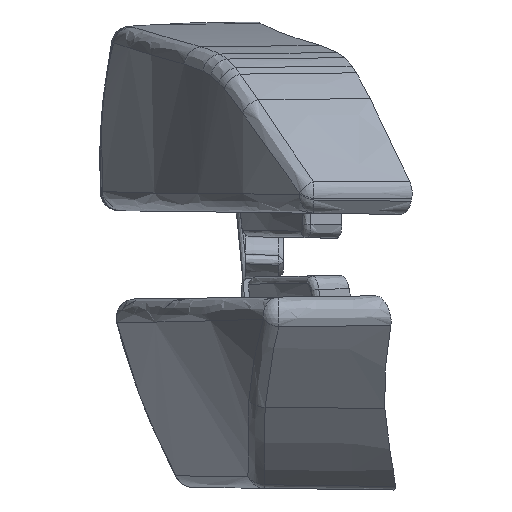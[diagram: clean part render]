
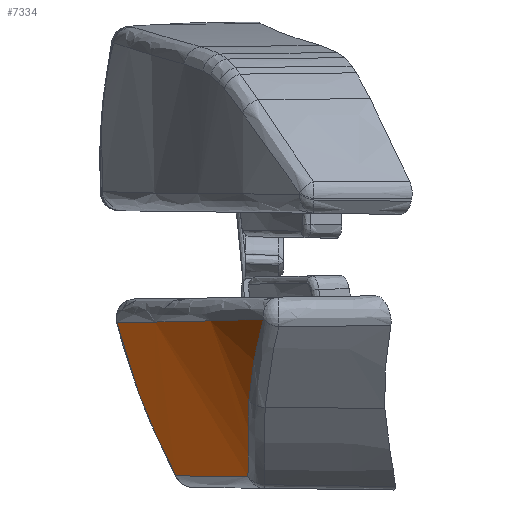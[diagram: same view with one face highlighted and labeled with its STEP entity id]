
A CAD part, left-side view. The second image highlights one B-rep face of the part: STEP entity #7334.
In plain terms, the highlighted free-form (B-spline) face has degree [3, 3] with [5, 5] control points.
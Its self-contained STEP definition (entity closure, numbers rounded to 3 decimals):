
#587=B_SPLINE_CURVE_WITH_KNOTS('',3,(#20621,#20622,#20623,#20624,#20625,
#20626,#20627,#20628,#20629,#20630),.UNSPECIFIED.,.F.,.F.,(4,2,2,1,1,4),
(-0.858,-0.851,-0.762,-0.305,
-0.152,0.),.UNSPECIFIED.);
#588=B_SPLINE_CURVE_WITH_KNOTS('',3,(#20632,#20633,#20634,#20635),
 .UNSPECIFIED.,.F.,.F.,(4,4),(-1.409,0.),.UNSPECIFIED.);
#589=B_SPLINE_CURVE_WITH_KNOTS('',3,(#20637,#20638,#20639,#20640,#20641,
#20642,#20643,#20644,#20645,#20646),.UNSPECIFIED.,.F.,.F.,(4,2,2,2,4),(-0.541,
-0.427,-0.286,-0.236,0.),
 .UNSPECIFIED.);
#590=B_SPLINE_CURVE_WITH_KNOTS('',3,(#20648,#20649,#20650,#20651,#20652,
#20653),.UNSPECIFIED.,.F.,.F.,(4,2,4),(-0.531,-0.137,
0.),.UNSPECIFIED.);
#591=B_SPLINE_CURVE_WITH_KNOTS('',3,(#20654,#20655,#20656,#20657,#20658,
#20659,#20660),.UNSPECIFIED.,.F.,.F.,(4,2,1,4),(-2.375,-1.692,
-1.032,-0.041),.UNSPECIFIED.);
#973=B_SPLINE_SURFACE_WITH_KNOTS('',3,3,((#20594,#20595,#20596,#20597,#20598),
(#20599,#20600,#20601,#20602,#20603),(#20604,#20605,#20606,#20607,#20608),
(#20609,#20610,#20611,#20612,#20613),(#20614,#20615,#20616,#20617,#20618)),
 .UNSPECIFIED.,.F.,.F.,.F.,(4,1,4),(4,1,4),(0.,1.,2.),(0.,1.,2.),
 .UNSPECIFIED.);
#1604=FACE_OUTER_BOUND('',#2054,.T.);
#2054=EDGE_LOOP('',(#6184,#6185,#6186,#6187,#6188));
#3256=VERTEX_POINT('',#20619);
#3257=VERTEX_POINT('',#20620);
#3258=VERTEX_POINT('',#20631);
#3259=VERTEX_POINT('',#20636);
#3260=VERTEX_POINT('',#20647);
#4284=EDGE_CURVE('',#3256,#3257,#587,.T.);
#4285=EDGE_CURVE('',#3257,#3258,#588,.T.);
#4286=EDGE_CURVE('',#3258,#3259,#589,.T.);
#4287=EDGE_CURVE('',#3259,#3260,#590,.T.);
#4288=EDGE_CURVE('',#3260,#3256,#591,.T.);
#6184=ORIENTED_EDGE('',*,*,#4284,.T.);
#6185=ORIENTED_EDGE('',*,*,#4285,.T.);
#6186=ORIENTED_EDGE('',*,*,#4286,.T.);
#6187=ORIENTED_EDGE('',*,*,#4287,.T.);
#6188=ORIENTED_EDGE('',*,*,#4288,.T.);
#7334=ADVANCED_FACE('',(#1604),#973,.F.);
#20594=CARTESIAN_POINT('Ctrl Pts',(-65.216,9.893,-17.148));
#20595=CARTESIAN_POINT('Ctrl Pts',(-65.051,10.931,-11.376));
#20596=CARTESIAN_POINT('Ctrl Pts',(-64.723,13.005,0.168));
#20597=CARTESIAN_POINT('Ctrl Pts',(-64.652,11.805,13.142));
#20598=CARTESIAN_POINT('Ctrl Pts',(-64.616,11.205,19.628));
#20599=CARTESIAN_POINT('Ctrl Pts',(-62.39,13.732,-17.203));
#20600=CARTESIAN_POINT('Ctrl Pts',(-61.786,15.673,-11.384));
#20601=CARTESIAN_POINT('Ctrl Pts',(-60.577,19.554,0.253));
#20602=CARTESIAN_POINT('Ctrl Pts',(-60.423,18.155,13.243));
#20603=CARTESIAN_POINT('Ctrl Pts',(-60.347,17.455,19.739));
#20604=CARTESIAN_POINT('Ctrl Pts',(-56.739,21.409,-17.313));
#20605=CARTESIAN_POINT('Ctrl Pts',(-55.254,25.157,-11.402));
#20606=CARTESIAN_POINT('Ctrl Pts',(-52.284,32.653,0.422));
#20607=CARTESIAN_POINT('Ctrl Pts',(-51.967,30.853,13.447));
#20608=CARTESIAN_POINT('Ctrl Pts',(-51.808,29.953,19.96));
#20609=CARTESIAN_POINT('Ctrl Pts',(-23.878,27.027,-19.223));
#20610=CARTESIAN_POINT('Ctrl Pts',(-23.237,30.122,-13.292));
#20611=CARTESIAN_POINT('Ctrl Pts',(-21.954,36.312,-1.43));
#20612=CARTESIAN_POINT('Ctrl Pts',(-21.848,32.641,12.839));
#20613=CARTESIAN_POINT('Ctrl Pts',(-21.795,30.805,19.974));
#20614=CARTESIAN_POINT('Ctrl Pts',(-7.448,29.836,-20.178));
#20615=CARTESIAN_POINT('Ctrl Pts',(-7.228,32.604,-14.238));
#20616=CARTESIAN_POINT('Ctrl Pts',(-6.789,38.141,-2.357));
#20617=CARTESIAN_POINT('Ctrl Pts',(-6.789,33.535,12.535));
#20618=CARTESIAN_POINT('Ctrl Pts',(-6.789,31.232,19.981));
#20619=CARTESIAN_POINT('',(-31.592,31.728,-3.617));
#20620=CARTESIAN_POINT('',(-32.957,28.633,-11.671));
#20621=CARTESIAN_POINT('Ctrl Pts',(-31.592,31.728,-3.617));
#20622=CARTESIAN_POINT('Ctrl Pts',(-31.594,31.722,-3.64));
#20623=CARTESIAN_POINT('Ctrl Pts',(-31.596,31.716,-3.662));
#20624=CARTESIAN_POINT('Ctrl Pts',(-31.626,31.637,-3.979));
#20625=CARTESIAN_POINT('Ctrl Pts',(-31.653,31.559,-4.273));
#20626=CARTESIAN_POINT('Ctrl Pts',(-31.803,31.057,-6.074));
#20627=CARTESIAN_POINT('Ctrl Pts',(-32.005,30.356,-8.032));
#20628=CARTESIAN_POINT('Ctrl Pts',(-32.569,29.305,-10.333));
#20629=CARTESIAN_POINT('Ctrl Pts',(-32.822,28.86,-11.229));
#20630=CARTESIAN_POINT('Ctrl Pts',(-32.957,28.633,-11.671));
#20631=CARTESIAN_POINT('',(-46.627,24.858,-11.701));
#20632=CARTESIAN_POINT('Ctrl Pts',(-32.957,28.633,-11.671));
#20633=CARTESIAN_POINT('Ctrl Pts',(-37.554,27.585,-11.689));
#20634=CARTESIAN_POINT('Ctrl Pts',(-42.135,26.427,-11.705));
#20635=CARTESIAN_POINT('Ctrl Pts',(-46.627,24.858,-11.701));
#20636=CARTESIAN_POINT('',(-50.517,24.811,-7.737));
#20637=CARTESIAN_POINT('Ctrl Pts',(-46.627,24.858,-11.701));
#20638=CARTESIAN_POINT('Ctrl Pts',(-46.944,24.846,-11.474));
#20639=CARTESIAN_POINT('Ctrl Pts',(-47.249,24.839,-11.232));
#20640=CARTESIAN_POINT('Ctrl Pts',(-47.907,24.834,-10.66));
#20641=CARTESIAN_POINT('Ctrl Pts',(-48.254,24.837,-10.323));
#20642=CARTESIAN_POINT('Ctrl Pts',(-48.705,24.842,-9.849));
#20643=CARTESIAN_POINT('Ctrl Pts',(-48.82,24.843,-9.726));
#20644=CARTESIAN_POINT('Ctrl Pts',(-49.482,24.85,-8.998));
#20645=CARTESIAN_POINT('Ctrl Pts',(-50.001,24.848,-8.364));
#20646=CARTESIAN_POINT('Ctrl Pts',(-50.517,24.811,-7.737));
#20647=CARTESIAN_POINT('',(-53.885,24.051,-3.459));
#20648=CARTESIAN_POINT('Ctrl Pts',(-50.517,24.811,-7.737));
#20649=CARTESIAN_POINT('Ctrl Pts',(-51.377,24.75,-6.691));
#20650=CARTESIAN_POINT('Ctrl Pts',(-52.247,24.584,-5.646));
#20651=CARTESIAN_POINT('Ctrl Pts',(-53.345,24.248,-4.209));
#20652=CARTESIAN_POINT('Ctrl Pts',(-53.62,24.153,-3.837));
#20653=CARTESIAN_POINT('Ctrl Pts',(-53.885,24.051,-3.459));
#20654=CARTESIAN_POINT('Ctrl Pts',(-53.885,24.051,-3.459));
#20655=CARTESIAN_POINT('Ctrl Pts',(-51.923,25.349,-3.502));
#20656=CARTESIAN_POINT('Ctrl Pts',(-49.822,26.413,-3.536));
#20657=CARTESIAN_POINT('Ctrl Pts',(-45.58,28.144,-3.582));
#20658=CARTESIAN_POINT('Ctrl Pts',(-40.261,29.87,-3.615));
#20659=CARTESIAN_POINT('Ctrl Pts',(-34.849,31.085,-3.619));
#20660=CARTESIAN_POINT('Ctrl Pts',(-31.592,31.728,-3.617));
